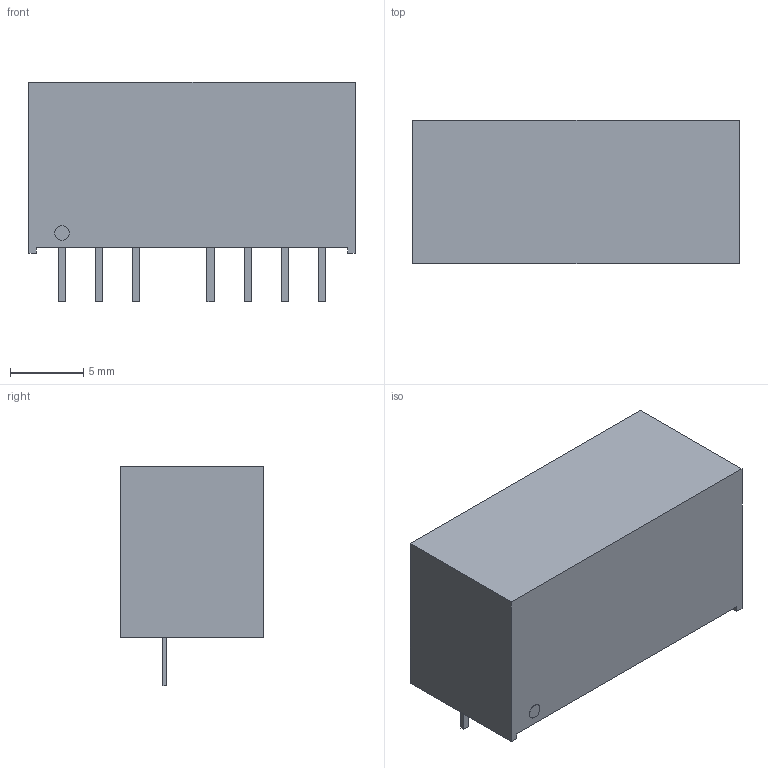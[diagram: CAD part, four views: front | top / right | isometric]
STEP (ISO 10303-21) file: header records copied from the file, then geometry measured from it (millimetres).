
FILE_DESCRIPTION((''),'2;1');
FILE_NAME('DCDC_TRACO_TMR2E.stp','2014-10-01T11:48:59',(''),(''),'Mechanical Desktop 2011','Mechanical Desktop 2011',', , ');
FILE_SCHEMA(('AUTOMOTIVE_DESIGN { 1 2 10303 214 1 1 1 1 }'));
Length unit declared in the file: millimetre
Products named in the file (1): Product
Bounding box: 22.3 x 9.8 x 15 mm (x, y, z)
Volume: 2476.7 mm3; surface area: 1221.5 mm2
Topology: 9 solids, 9 shells, 59 faces, 120 edges, 80 vertices
Faces by surface type: plane 52, cylinder 4, bspline 3
Entity records: 1574 total; most frequent: CARTESIAN_POINT 269, DIRECTION 242, ORIENTED_EDGE 240, EDGE_CURVE 120, VECTOR 112, LINE 112, VERTEX_POINT 80, AXIS2_PLACEMENT_3D 65
